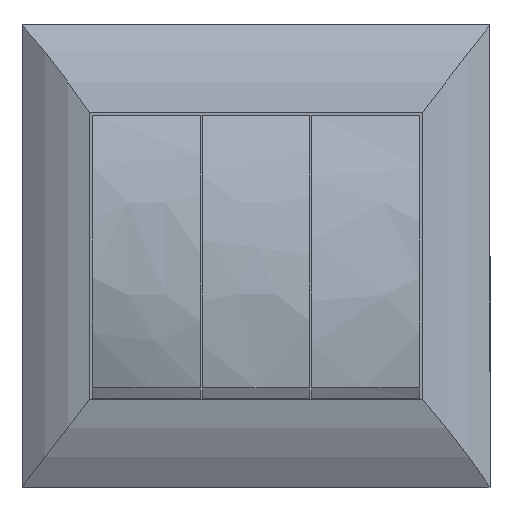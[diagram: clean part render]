
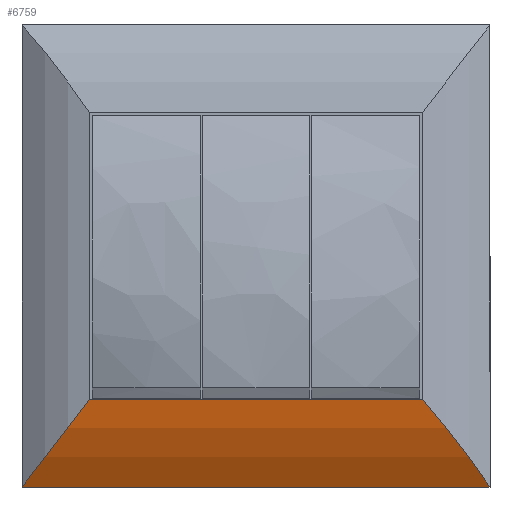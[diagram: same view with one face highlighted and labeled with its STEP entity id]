
A CAD part, top view. The second image highlights one B-rep face of the part: STEP entity #6759.
In plain terms, the highlighted free-form (B-spline) face has degree [3, 3] with [7, 4] control points.
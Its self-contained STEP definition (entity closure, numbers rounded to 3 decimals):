
#350 = CARTESIAN_POINT ( 'NONE',  ( 29., -25., 11. ) ) ;
#385 = CARTESIAN_POINT ( 'NONE',  ( 18.706, -34.791, 8.287 ) ) ;
#418 = CARTESIAN_POINT ( 'NONE',  ( -33.958, -40.25, 5. ) ) ;
#443 = VERTEX_POINT ( 'NONE', #4654 ) ;
#647 = B_SPLINE_CURVE_WITH_KNOTS ( 'NONE', 3,
 ( #1114, #4419, #1805, #6523 ),
 .UNSPECIFIED., .F., .F.,
 ( 4, 4 ),
 ( 0., 1. ),
 .UNSPECIFIED. ) ;
#667 = B_SPLINE_CURVE_WITH_KNOTS ( 'NONE', 3,
 ( #3500, #4178, #1524, #6241 ),
 .UNSPECIFIED., .F., .F.,
 ( 4, 4 ),
 ( 0., 1. ),
 .UNSPECIFIED. ) ;
#1043 = CARTESIAN_POINT ( 'NONE',  ( 0., -25., 11. ) ) ;
#1074 = CARTESIAN_POINT ( 'NONE',  ( -32.709, -29.813, 10.328 ) ) ;
#1114 = CARTESIAN_POINT ( 'NONE',  ( 29., -25., 11. ) ) ;
#1154 = ORIENTED_EDGE ( 'NONE', *, *, #4947, .T. ) ;
#1237 = CARTESIAN_POINT ( 'NONE',  ( -29., -25., 11. ) ) ;
#1331 = CARTESIAN_POINT ( 'NONE',  ( 40.75, -40.25, 5. ) ) ;
#1524 = CARTESIAN_POINT ( 'NONE',  ( -36.544, -34.791, 8.287 ) ) ;
#1646 = B_SPLINE_SURFACE_WITH_KNOTS ( 'NONE', 3, 3, ( 
 ( #350, #2290, #6381, #2321 ),
 ( #7067, #2979, #7771, #3656 ),
 ( #8441, #4345, #385, #5040 ),
 ( #1043, #5728, #1695, #6410 ),
 ( #2354, #7098, #3009, #7800 ),
 ( #3687, #8473, #4376, #418 ),
 ( #5080, #1074, #5762, #1726 ) ),
 .UNSPECIFIED., .F., .F., .F.,
 ( 4, 1, 1, 1, 4 ),
 ( 4, 4 ),
 ( 0.24, 0.305, 0.37, 0.435, 0.5 ),
 ( 0., 1. ),
 .UNSPECIFIED. ) ;
#1695 = CARTESIAN_POINT ( 'NONE',  ( 0.289, -34.791, 8.287 ) ) ;
#1726 = CARTESIAN_POINT ( 'NONE',  ( -40.75, -40.25, 5. ) ) ;
#1805 = CARTESIAN_POINT ( 'NONE',  ( 37.123, -34.791, 8.287 ) ) ;
#2290 = CARTESIAN_POINT ( 'NONE',  ( 33.125, -29.813, 10.328 ) ) ;
#2321 = CARTESIAN_POINT ( 'NONE',  ( 40.75, -40.25, 5. ) ) ;
#2354 = CARTESIAN_POINT ( 'NONE',  ( -14.5, -25., 11. ) ) ;
#2897 = VECTOR ( 'NONE', #7386, 1000. ) ;
#2979 = CARTESIAN_POINT ( 'NONE',  ( 27.639, -29.813, 10.328 ) ) ;
#3009 = CARTESIAN_POINT ( 'NONE',  ( -18.127, -34.791, 8.287 ) ) ;
#3100 = EDGE_LOOP ( 'NONE', ( #5345, #1154, #8483, #7903 ) ) ;
#3308 = EDGE_CURVE ( 'NONE', #443, #6266, #8320, .T. ) ;
#3500 = CARTESIAN_POINT ( 'NONE',  ( -29., -25., 11. ) ) ;
#3656 = CARTESIAN_POINT ( 'NONE',  ( 33.958, -40.25, 5. ) ) ;
#3687 = CARTESIAN_POINT ( 'NONE',  ( -24.167, -25., 11. ) ) ;
#3776 = DIRECTION ( 'NONE',  ( 1., 0., 0. ) ) ;
#4178 = CARTESIAN_POINT ( 'NONE',  ( -32.709, -29.813, 10.328 ) ) ;
#4345 = CARTESIAN_POINT ( 'NONE',  ( 16.666, -29.813, 10.328 ) ) ;
#4376 = CARTESIAN_POINT ( 'NONE',  ( -30.405, -34.791, 8.287 ) ) ;
#4419 = CARTESIAN_POINT ( 'NONE',  ( 33.125, -29.813, 10.328 ) ) ;
#4565 = VERTEX_POINT ( 'NONE', #7566 ) ;
#4654 = CARTESIAN_POINT ( 'NONE',  ( -40.75, -40.25, 5. ) ) ;
#4947 = EDGE_CURVE ( 'NONE', #8050, #443, #667, .T. ) ;
#5040 = CARTESIAN_POINT ( 'NONE',  ( 20.375, -40.25, 5. ) ) ;
#5080 = CARTESIAN_POINT ( 'NONE',  ( -29., -25., 11. ) ) ;
#5345 = ORIENTED_EDGE ( 'NONE', *, *, #7701, .T. ) ;
#5482 = EDGE_CURVE ( 'NONE', #4565, #6266, #647, .T. ) ;
#5728 = CARTESIAN_POINT ( 'NONE',  ( 0.208, -29.813, 10.328 ) ) ;
#5762 = CARTESIAN_POINT ( 'NONE',  ( -36.544, -34.791, 8.287 ) ) ;
#6005 = CARTESIAN_POINT ( 'NONE',  ( -29., -25., 11. ) ) ;
#6241 = CARTESIAN_POINT ( 'NONE',  ( -40.75, -40.25, 5. ) ) ;
#6266 = VERTEX_POINT ( 'NONE', #1331 ) ;
#6381 = CARTESIAN_POINT ( 'NONE',  ( 37.123, -34.791, 8.287 ) ) ;
#6410 = CARTESIAN_POINT ( 'NONE',  ( 0., -40.25, 5. ) ) ;
#6514 = VECTOR ( 'NONE', #3776, 1000. ) ;
#6523 = CARTESIAN_POINT ( 'NONE',  ( 40.75, -40.25, 5. ) ) ;
#6759 = ADVANCED_FACE ( 'NONE', ( #8692 ), #1646, .T. ) ;
#7067 = CARTESIAN_POINT ( 'NONE',  ( 24.167, -25., 11. ) ) ;
#7098 = CARTESIAN_POINT ( 'NONE',  ( -16.25, -29.813, 10.328 ) ) ;
#7386 = DIRECTION ( 'NONE',  ( -1., 0., 0. ) ) ;
#7401 = LINE ( 'NONE', #6005, #2897 ) ;
#7566 = CARTESIAN_POINT ( 'NONE',  ( 29., -25., 11. ) ) ;
#7701 = EDGE_CURVE ( 'NONE', #4565, #8050, #7401, .T. ) ;
#7771 = CARTESIAN_POINT ( 'NONE',  ( 30.984, -34.791, 8.287 ) ) ;
#7800 = CARTESIAN_POINT ( 'NONE',  ( -20.375, -40.25, 5. ) ) ;
#7903 = ORIENTED_EDGE ( 'NONE', *, *, #5482, .F. ) ;
#8050 = VERTEX_POINT ( 'NONE', #1237 ) ;
#8320 = LINE ( 'NONE', #8569, #6514 ) ;
#8441 = CARTESIAN_POINT ( 'NONE',  ( 14.5, -25., 11. ) ) ;
#8473 = CARTESIAN_POINT ( 'NONE',  ( -27.223, -29.813, 10.328 ) ) ;
#8483 = ORIENTED_EDGE ( 'NONE', *, *, #3308, .T. ) ;
#8569 = CARTESIAN_POINT ( 'NONE',  ( -40.75, -40.25, 5. ) ) ;
#8692 = FACE_OUTER_BOUND ( 'NONE', #3100, .T. ) ;
